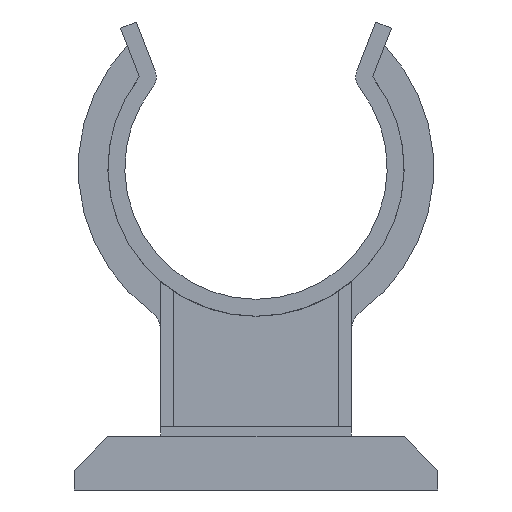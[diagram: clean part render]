
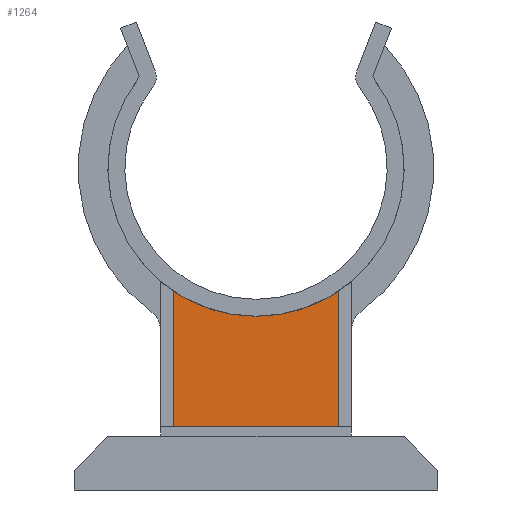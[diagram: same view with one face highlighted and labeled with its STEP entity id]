
A CAD part, front view. The second image highlights one B-rep face of the part: STEP entity #1264.
In plain terms, the highlighted planar face has unit normal (0, -1, 0).
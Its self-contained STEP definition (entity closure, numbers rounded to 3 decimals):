
#9 = VERTEX_POINT ( 'NONE', #533 ) ;
#90 = PLANE ( 'NONE',  #1947 ) ;
#130 = DIRECTION ( 'NONE',  ( 0., 0., 1. ) ) ;
#192 = VECTOR ( 'NONE', #2930, 1000. ) ;
#319 = CIRCLE ( 'NONE', #2060, 17.5 ) ;
#344 = LINE ( 'NONE', #2747, #192 ) ;
#371 = VERTEX_POINT ( 'NONE', #2766 ) ;
#431 = DIRECTION ( 'NONE',  ( 0., 0., -1. ) ) ;
#472 = DIRECTION ( 'NONE',  ( 0., 0., 1. ) ) ;
#533 = CARTESIAN_POINT ( 'NONE',  ( 9.75, -1., -14.532 ) ) ;
#538 = ORIENTED_EDGE ( 'NONE', *, *, #1422, .T. ) ;
#559 = CARTESIAN_POINT ( 'NONE',  ( 9.75, -1., -30.532 ) ) ;
#763 = EDGE_CURVE ( 'NONE', #1975, #2185, #344, .T. ) ;
#826 = LINE ( 'NONE', #2531, #1705 ) ;
#870 = EDGE_CURVE ( 'NONE', #9, #371, #1036, .T. ) ;
#989 = CARTESIAN_POINT ( 'NONE',  ( 0., -1., 0. ) ) ;
#1032 = DIRECTION ( 'NONE',  ( 0., 1., 0. ) ) ;
#1036 = LINE ( 'NONE', #559, #1441 ) ;
#1177 = CARTESIAN_POINT ( 'NONE',  ( -9.75, -1., -14.532 ) ) ;
#1260 = FACE_OUTER_BOUND ( 'NONE', #2968, .T. ) ;
#1264 = ADVANCED_FACE ( 'NONE', ( #1260 ), #90, .F. ) ;
#1422 = EDGE_CURVE ( 'NONE', #2274, #1975, #319, .T. ) ;
#1441 = VECTOR ( 'NONE', #431, 1000. ) ;
#1447 = CARTESIAN_POINT ( 'NONE',  ( -9.75, -1., -30.532 ) ) ;
#1543 = DIRECTION ( 'NONE',  ( -1., 0., 0. ) ) ;
#1656 = AXIS2_PLACEMENT_3D ( 'NONE', #2489, #2258, #130 ) ;
#1705 = VECTOR ( 'NONE', #1543, 1000. ) ;
#1922 = DIRECTION ( 'NONE',  ( 0., 1., 0. ) ) ;
#1947 = AXIS2_PLACEMENT_3D ( 'NONE', #989, #1032, #2940 ) ;
#1970 = ORIENTED_EDGE ( 'NONE', *, *, #763, .T. ) ;
#1975 = VERTEX_POINT ( 'NONE', #1177 ) ;
#2060 = AXIS2_PLACEMENT_3D ( 'NONE', #2385, #1922, #472 ) ;
#2185 = VERTEX_POINT ( 'NONE', #1447 ) ;
#2212 = CARTESIAN_POINT ( 'NONE',  ( 0., -1., -17.5 ) ) ;
#2258 = DIRECTION ( 'NONE',  ( 0., 1., 0. ) ) ;
#2259 = ORIENTED_EDGE ( 'NONE', *, *, #2680, .F. ) ;
#2274 = VERTEX_POINT ( 'NONE', #2212 ) ;
#2302 = CIRCLE ( 'NONE', #1656, 17.5 ) ;
#2333 = EDGE_CURVE ( 'NONE', #9, #2274, #2302, .T. ) ;
#2385 = CARTESIAN_POINT ( 'NONE',  ( 0., -1., 0. ) ) ;
#2427 = ORIENTED_EDGE ( 'NONE', *, *, #2333, .T. ) ;
#2489 = CARTESIAN_POINT ( 'NONE',  ( 0., -1., 0. ) ) ;
#2531 = CARTESIAN_POINT ( 'NONE',  ( 11.25, -1., -30.532 ) ) ;
#2542 = ORIENTED_EDGE ( 'NONE', *, *, #870, .F. ) ;
#2680 = EDGE_CURVE ( 'NONE', #371, #2185, #826, .T. ) ;
#2747 = CARTESIAN_POINT ( 'NONE',  ( -9.75, -1., -30.532 ) ) ;
#2766 = CARTESIAN_POINT ( 'NONE',  ( 9.75, -1., -30.532 ) ) ;
#2930 = DIRECTION ( 'NONE',  ( 0., 0., -1. ) ) ;
#2940 = DIRECTION ( 'NONE',  ( 0., 0., 1. ) ) ;
#2968 = EDGE_LOOP ( 'NONE', ( #1970, #2259, #2542, #2427, #538 ) ) ;
